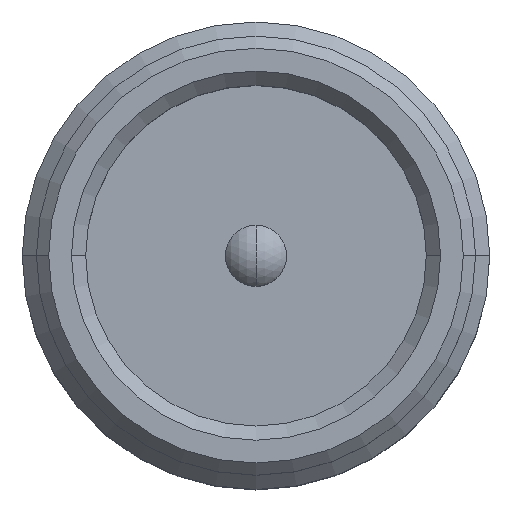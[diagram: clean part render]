
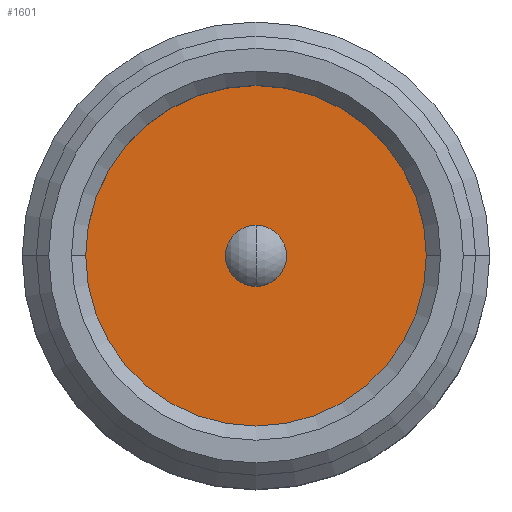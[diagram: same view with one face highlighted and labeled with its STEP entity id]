
A CAD part, top view. The second image highlights one B-rep face of the part: STEP entity #1601.
In plain terms, the highlighted planar face has unit normal (0, 0, 1).
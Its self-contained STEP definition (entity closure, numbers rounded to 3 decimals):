
#2 = CARTESIAN_POINT ( 'NONE',  ( 0., 0., -4.386 ) ) ;
#44 = FACE_OUTER_BOUND ( 'NONE', #1507, .T. ) ;
#133 = CIRCLE ( 'NONE', #604, 4.19 ) ;
#160 = ORIENTED_EDGE ( 'NONE', *, *, #943, .T. ) ;
#170 = ORIENTED_EDGE ( 'NONE', *, *, #1061, .T. ) ;
#221 = FACE_BOUND ( 'NONE', #1478, .T. ) ;
#275 = VERTEX_POINT ( 'NONE', #1471 ) ;
#305 = CIRCLE ( 'NONE', #579, 0.75 ) ;
#336 = AXIS2_PLACEMENT_3D ( 'NONE', #1629, #1625, #1622 ) ;
#372 = AXIS2_PLACEMENT_3D ( 'NONE', #1685, #1684, #1681 ) ;
#531 = AXIS2_PLACEMENT_3D ( 'NONE', #2, #1854, #1853 ) ;
#539 = DIRECTION ( 'NONE',  ( -1., 0., 0. ) ) ;
#543 = DIRECTION ( 'NONE',  ( 0., 0., 1. ) ) ;
#579 = AXIS2_PLACEMENT_3D ( 'NONE', #1755, #1806, #1754 ) ;
#582 = CARTESIAN_POINT ( 'NONE',  ( 0., 0., -4.386 ) ) ;
#604 = AXIS2_PLACEMENT_3D ( 'NONE', #582, #543, #539 ) ;
#852 = CARTESIAN_POINT ( 'NONE',  ( -0.75, 0., -4.386 ) ) ;
#862 = CIRCLE ( 'NONE', #531, 4.19 ) ;
#943 = EDGE_CURVE ( 'NONE', #275, #1096, #133, .T. ) ;
#985 = VERTEX_POINT ( 'NONE', #852 ) ;
#990 = EDGE_CURVE ( 'NONE', #985, #1816, #305, .T. ) ;
#1020 = CIRCLE ( 'NONE', #372, 0.75 ) ;
#1061 = EDGE_CURVE ( 'NONE', #1096, #275, #862, .T. ) ;
#1096 = VERTEX_POINT ( 'NONE', #1390 ) ;
#1351 = ORIENTED_EDGE ( 'NONE', *, *, #1482, .F. ) ;
#1390 = CARTESIAN_POINT ( 'NONE',  ( 4.19, 0., -4.386 ) ) ;
#1471 = CARTESIAN_POINT ( 'NONE',  ( -4.19, 0., -4.386 ) ) ;
#1478 = EDGE_LOOP ( 'NONE', ( #1351, #1851 ) ) ;
#1482 = EDGE_CURVE ( 'NONE', #1816, #985, #1020, .T. ) ;
#1483 = CARTESIAN_POINT ( 'NONE',  ( 0.75, 0., -4.386 ) ) ;
#1507 = EDGE_LOOP ( 'NONE', ( #170, #160 ) ) ;
#1601 = ADVANCED_FACE ( 'NONE', ( #221, #44 ), #1634, .F. ) ;
#1622 = DIRECTION ( 'NONE',  ( -1., 0., 0. ) ) ;
#1625 = DIRECTION ( 'NONE',  ( 0., 0., -1. ) ) ;
#1629 = CARTESIAN_POINT ( 'NONE',  ( 0., 0., -4.386 ) ) ;
#1634 = PLANE ( 'NONE',  #336 ) ;
#1681 = DIRECTION ( 'NONE',  ( -1., 0., 0. ) ) ;
#1684 = DIRECTION ( 'NONE',  ( 0., 0., 1. ) ) ;
#1685 = CARTESIAN_POINT ( 'NONE',  ( 0., 0., -4.386 ) ) ;
#1754 = DIRECTION ( 'NONE',  ( -1., 0., 0. ) ) ;
#1755 = CARTESIAN_POINT ( 'NONE',  ( 0., 0., -4.386 ) ) ;
#1806 = DIRECTION ( 'NONE',  ( 0., 0., 1. ) ) ;
#1816 = VERTEX_POINT ( 'NONE', #1483 ) ;
#1851 = ORIENTED_EDGE ( 'NONE', *, *, #990, .F. ) ;
#1853 = DIRECTION ( 'NONE',  ( -1., 0., 0. ) ) ;
#1854 = DIRECTION ( 'NONE',  ( 0., 0., 1. ) ) ;
